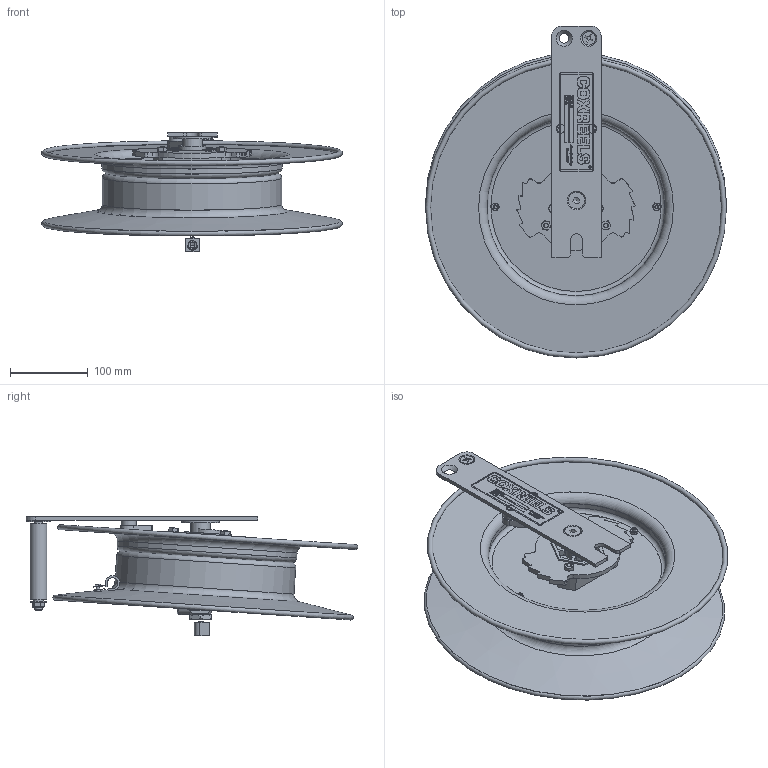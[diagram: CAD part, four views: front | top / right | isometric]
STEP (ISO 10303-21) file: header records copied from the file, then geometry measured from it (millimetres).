
FILE_DESCRIPTION(/* description */ (''),/* implementation_level */ '2;1');
FILE_NAME(/* name */ 'SR15-[135,325]_SHARED.stp',/* time_stamp */ '2016-03-09T07:21:08-07:00',/* author */ ('JKucera'),/* organization */ (''),/* preprocessor_version */ 'ST-DEVELOPER v15.6',/* originating_system */ 'Autodesk Inventor 2015',/* authorisation */ '');
FILE_SCHEMA (('AUTOMOTIVE_DESIGN { 1 0 10303 214 3 1 1 }'));
Length unit declared in the file: inch
Products named in the file (1): SR15-[135,325]_SHARED
Bounding box: 387.35 x 427.3 x 153.99 mm (x, y, z)
Surface area: 629827.8 mm2 (no closed solid volume)
Topology: 0 solids, 99 shells, 345 faces, 3214 edges, 2901 vertices
Faces by surface type: plane 225, cylinder 74, cone 27, torus 12, sphere 4, bspline 3
Full cylindrical faces by diameter (mm): 4.826 x5, 9.525 x1, 12.7 x1, 14.224 x1, 19.05 x1, 20.574 x1, 20.625 x2, 21.336 x1, 25.362 x1, 31.75 x1, 35.052 x1, 39.624 x1, 48.26 x1, 228.6 x1, 229.347 x1, 231.028 x1, 231.775 x1
Entity records: 30467 total; most frequent: CARTESIAN_POINT 9453, ORIENTED_EDGE 3598, DIRECTION 3336, EDGE_CURVE 3143, VERTEX_POINT 2882, LINE 1812, VECTOR 1812, B_SPLINE_CURVE_WITH_KNOTS 798
